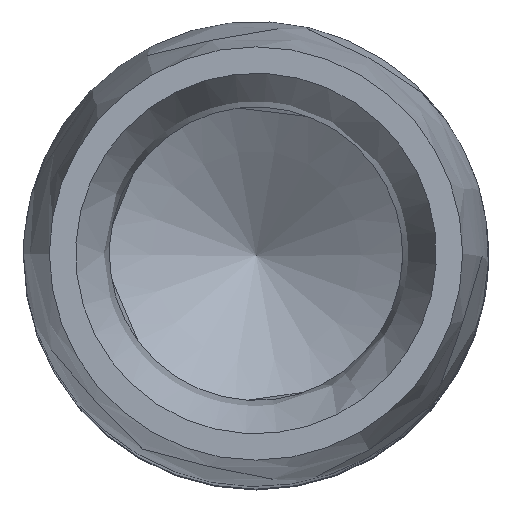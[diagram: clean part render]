
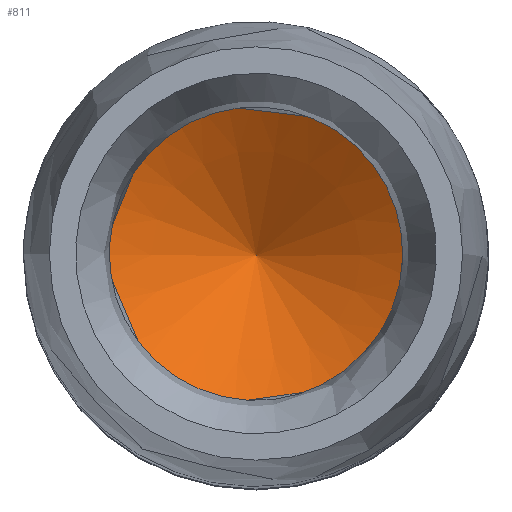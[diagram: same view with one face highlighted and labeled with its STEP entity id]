
A CAD part, top view. The second image highlights one B-rep face of the part: STEP entity #811.
In plain terms, the highlighted conical face has half-angle 59 degrees and reference radius 0 mm.
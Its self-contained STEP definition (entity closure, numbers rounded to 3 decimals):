
#800=CONICAL_SURFACE('',#2752,0.,59.);
#804=VERTEX_LOOP('',#2175);
#811=ADVANCED_FACE('',(#1299,#1300),#800,.F.);
#1299=FACE_BOUND('',#1356,.T.);
#1300=FACE_BOUND('',#804,.T.);
#1356=EDGE_LOOP('',(#1633));
#1517=CIRCLE('',#2750,1.525);
#1633=ORIENTED_EDGE('',*,*,#2363,.T.);
#2174=VERTEX_POINT('',#3856);
#2175=VERTEX_POINT('',#3858);
#2363=EDGE_CURVE('',#2174,#2174,#1517,.T.);
#2750=AXIS2_PLACEMENT_3D('',#3855,#3027,#3028);
#2752=AXIS2_PLACEMENT_3D('',#3859,#3031,#3032);
#3027=DIRECTION('',(0.,0.,1.));
#3028=DIRECTION('',(-0.609,-0.793,0.));
#3031=DIRECTION('',(0.,0.,1.));
#3032=DIRECTION('',(-1.,0.,0.));
#3855=CARTESIAN_POINT('',(0.,0.,4.6));
#3856=CARTESIAN_POINT('',(-0.929,-1.209,4.6));
#3858=CARTESIAN_POINT('',(0.,0.,3.684));
#3859=CARTESIAN_POINT('',(0.,0.,3.684));
